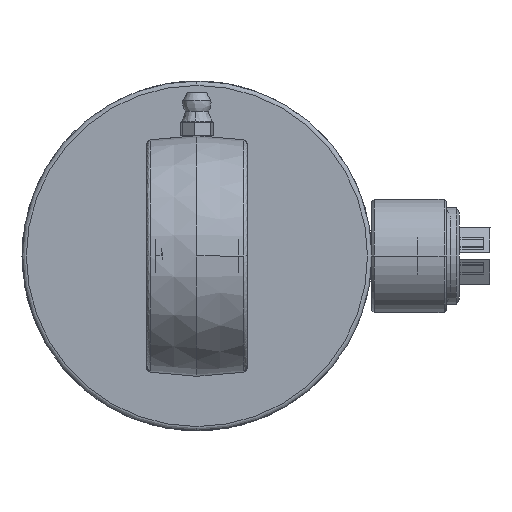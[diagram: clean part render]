
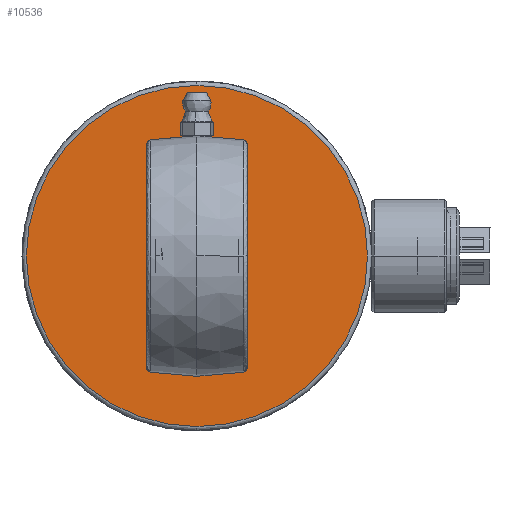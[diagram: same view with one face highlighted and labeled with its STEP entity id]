
A CAD part, left-side view. The second image highlights one B-rep face of the part: STEP entity #10536.
In plain terms, the highlighted planar face has unit normal (-1, 0, 0).
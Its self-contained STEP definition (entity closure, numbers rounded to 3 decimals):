
#634 = CARTESIAN_POINT ( 'NONE',  ( -10., 0., 39. ) ) ;
#1055 = CARTESIAN_POINT ( 'NONE',  ( -10., 0., 0. ) ) ;
#2059 = EDGE_LOOP ( 'NONE', ( #9956, #12160 ) ) ;
#6138 = CIRCLE ( 'NONE', #23113, 39. ) ;
#6290 = AXIS2_PLACEMENT_3D ( 'NONE', #28623, #10241, #10389 ) ;
#6937 = VERTEX_POINT ( 'NONE', #13265 ) ;
#9956 = ORIENTED_EDGE ( 'NONE', *, *, #10364, .T. ) ;
#10241 = DIRECTION ( 'NONE',  ( -1., 0., 0. ) ) ;
#10364 = EDGE_CURVE ( 'NONE', #23606, #6937, #24678, .T. ) ;
#10389 = DIRECTION ( 'NONE',  ( 0., 0., 1. ) ) ;
#10536 = ADVANCED_FACE ( 'NONE', ( #12793 ), #18785, .T. ) ;
#12160 = ORIENTED_EDGE ( 'NONE', *, *, #27814, .T. ) ;
#12793 = FACE_OUTER_BOUND ( 'NONE', #2059, .T. ) ;
#13265 = CARTESIAN_POINT ( 'NONE',  ( -10., 0., -39. ) ) ;
#15472 = CARTESIAN_POINT ( 'NONE',  ( -10., 0., 0. ) ) ;
#18785 = PLANE ( 'NONE',  #6290 ) ;
#22018 = DIRECTION ( 'NONE',  ( 0., 0., 1. ) ) ;
#22640 = DIRECTION ( 'NONE',  ( -1., 0., 0. ) ) ;
#23113 = AXIS2_PLACEMENT_3D ( 'NONE', #15472, #22640, #22018 ) ;
#23606 = VERTEX_POINT ( 'NONE', #634 ) ;
#24678 = CIRCLE ( 'NONE', #29038, 39. ) ;
#26262 = DIRECTION ( 'NONE',  ( 0., 0., 1. ) ) ;
#27814 = EDGE_CURVE ( 'NONE', #6937, #23606, #6138, .T. ) ;
#28623 = CARTESIAN_POINT ( 'NONE',  ( -10., 0., 39. ) ) ;
#28838 = DIRECTION ( 'NONE',  ( -1., 0., 0. ) ) ;
#29038 = AXIS2_PLACEMENT_3D ( 'NONE', #1055, #28838, #26262 ) ;
